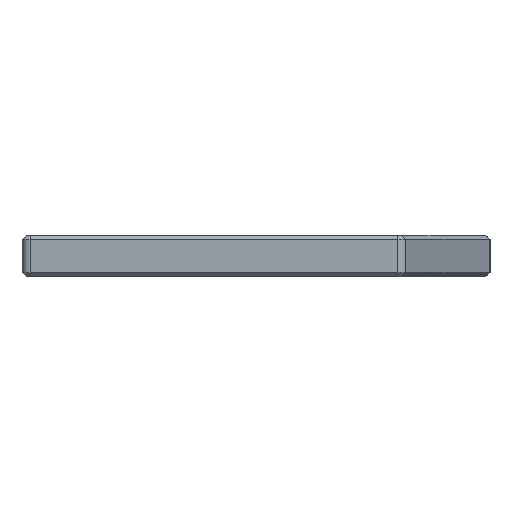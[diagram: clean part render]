
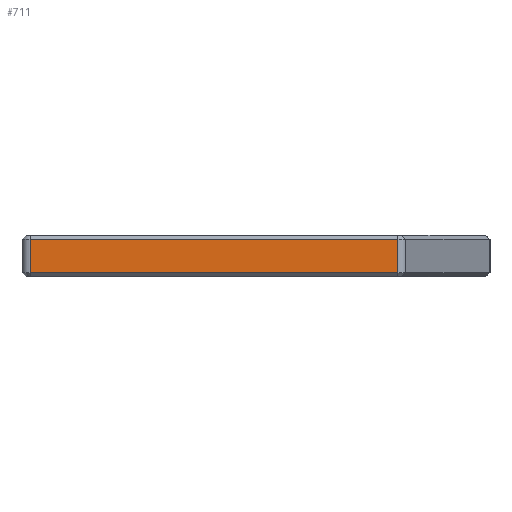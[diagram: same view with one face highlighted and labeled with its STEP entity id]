
A CAD part, left-side view. The second image highlights one B-rep face of the part: STEP entity #711.
In plain terms, the highlighted planar face has unit normal (-1, 0, 0).
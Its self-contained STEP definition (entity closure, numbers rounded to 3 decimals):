
#35 = CARTESIAN_POINT ( 'NONE',  ( -28.9, -13.799, 0.5 ) ) ;
#57 = DIRECTION ( 'NONE',  ( 1., 0., 0. ) ) ;
#94 = VERTEX_POINT ( 'NONE', #1096 ) ;
#152 = VECTOR ( 'NONE', #1404, 1000. ) ;
#238 = LINE ( 'NONE', #691, #2189 ) ;
#268 = VERTEX_POINT ( 'NONE', #35 ) ;
#357 = EDGE_CURVE ( 'NONE', #2333, #94, #569, .T. ) ;
#426 = CARTESIAN_POINT ( 'NONE',  ( -28.9, -25., 0.5 ) ) ;
#446 = CARTESIAN_POINT ( 'NONE',  ( -28.9, 30.6, 0. ) ) ;
#553 = ORIENTED_EDGE ( 'NONE', *, *, #2260, .T. ) ;
#569 = LINE ( 'NONE', #446, #152 ) ;
#691 = CARTESIAN_POINT ( 'NONE',  ( -28.9, -25., 4.5 ) ) ;
#711 = ADVANCED_FACE ( 'NONE', ( #1773 ), #805, .F. ) ;
#767 = CARTESIAN_POINT ( 'NONE',  ( -28.9, -13.799, 4.5 ) ) ;
#805 = PLANE ( 'NONE',  #2051 ) ;
#925 = VECTOR ( 'NONE', #1394, 1000. ) ;
#1096 = CARTESIAN_POINT ( 'NONE',  ( -28.9, 30.6, 0.5 ) ) ;
#1111 = CARTESIAN_POINT ( 'NONE',  ( -28.9, -13.799, 5. ) ) ;
#1250 = VERTEX_POINT ( 'NONE', #767 ) ;
#1394 = DIRECTION ( 'NONE',  ( 0., -1., 0. ) ) ;
#1404 = DIRECTION ( 'NONE',  ( 0., 0., -1. ) ) ;
#1451 = ORIENTED_EDGE ( 'NONE', *, *, #1592, .T. ) ;
#1517 = DIRECTION ( 'NONE',  ( 0., 0., 1. ) ) ;
#1592 = EDGE_CURVE ( 'NONE', #94, #268, #1767, .T. ) ;
#1767 = LINE ( 'NONE', #426, #925 ) ;
#1773 = FACE_OUTER_BOUND ( 'NONE', #1811, .T. ) ;
#1786 = ORIENTED_EDGE ( 'NONE', *, *, #2418, .T. ) ;
#1793 = VECTOR ( 'NONE', #1517, 1000. ) ;
#1811 = EDGE_LOOP ( 'NONE', ( #1786, #553, #2352, #1451 ) ) ;
#1961 = CARTESIAN_POINT ( 'NONE',  ( -28.9, -25., 30. ) ) ;
#2051 = AXIS2_PLACEMENT_3D ( 'NONE', #1961, #57, #2119 ) ;
#2070 = LINE ( 'NONE', #1111, #1793 ) ;
#2119 = DIRECTION ( 'NONE',  ( 0., 0., -1. ) ) ;
#2189 = VECTOR ( 'NONE', #2193, 1000. ) ;
#2193 = DIRECTION ( 'NONE',  ( 0., 1., 0. ) ) ;
#2218 = CARTESIAN_POINT ( 'NONE',  ( -28.9, 30.6, 4.5 ) ) ;
#2260 = EDGE_CURVE ( 'NONE', #1250, #2333, #238, .T. ) ;
#2333 = VERTEX_POINT ( 'NONE', #2218 ) ;
#2352 = ORIENTED_EDGE ( 'NONE', *, *, #357, .T. ) ;
#2418 = EDGE_CURVE ( 'NONE', #268, #1250, #2070, .T. ) ;
